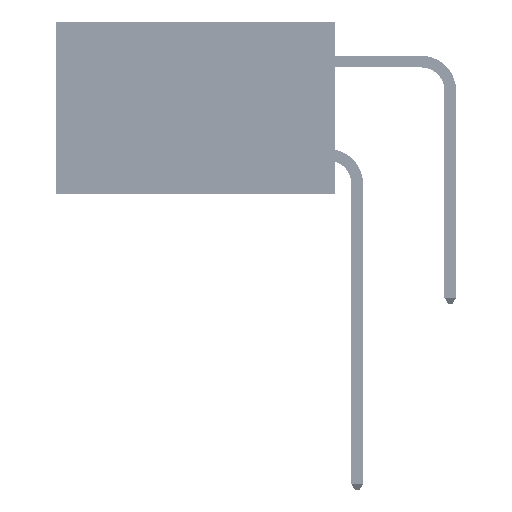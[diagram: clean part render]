
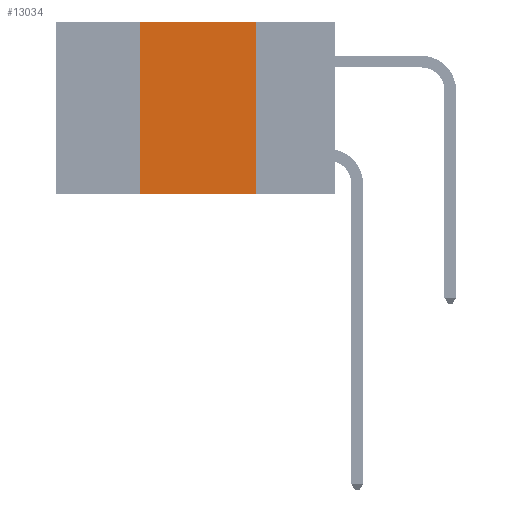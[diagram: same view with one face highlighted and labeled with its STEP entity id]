
A CAD part, left-side view. The second image highlights one B-rep face of the part: STEP entity #13034.
In plain terms, the highlighted planar face has unit normal (-1, 0, 0).
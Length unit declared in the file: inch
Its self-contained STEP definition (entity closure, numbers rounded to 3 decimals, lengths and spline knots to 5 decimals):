
#438 = LINE ( 'NONE', #32529, #2285 ) ;
#1263 = FACE_OUTER_BOUND ( 'NONE', #39365, .T. ) ;
#2285 = VECTOR ( 'NONE', #43290, 39.37008 ) ;
#2499 = LINE ( 'NONE', #24043, #27751 ) ;
#3791 = VERTEX_POINT ( 'NONE', #34267 ) ;
#4035 = ORIENTED_EDGE ( 'NONE', *, *, #15342, .F. ) ;
#7423 = EDGE_CURVE ( 'NONE', #28088, #3791, #438, .T. ) ;
#7610 = DIRECTION ( 'NONE',  ( 0., 0., -1. ) ) ;
#9473 = AXIS2_PLACEMENT_3D ( 'NONE', #26558, #36414, #7610 ) ;
#12417 = ORIENTED_EDGE ( 'NONE', *, *, #37973, .T. ) ;
#12462 = LINE ( 'NONE', #19498, #44618 ) ;
#12804 = CARTESIAN_POINT ( 'NONE',  ( 0., 0.6, 0. ) ) ;
#13034 = ADVANCED_FACE ( 'NONE', ( #1263 ), #40150, .F. ) ;
#14326 = CARTESIAN_POINT ( 'NONE',  ( 0., 0.42, 0. ) ) ;
#15019 = CARTESIAN_POINT ( 'NONE',  ( 0., 0.42, -0.37 ) ) ;
#15342 = EDGE_CURVE ( 'NONE', #18420, #20789, #12462, .T. ) ;
#17161 = ORIENTED_EDGE ( 'NONE', *, *, #32626, .F. ) ;
#18420 = VERTEX_POINT ( 'NONE', #15019 ) ;
#19498 = CARTESIAN_POINT ( 'NONE',  ( 0., 0.42, 0. ) ) ;
#19822 = LINE ( 'NONE', #12804, #35761 ) ;
#20789 = VERTEX_POINT ( 'NONE', #14326 ) ;
#23572 = DIRECTION ( 'NONE',  ( 0., -1., 0. ) ) ;
#24043 = CARTESIAN_POINT ( 'NONE',  ( 0., 0.6, -0.37 ) ) ;
#26558 = CARTESIAN_POINT ( 'NONE',  ( 0., 0.6, 0. ) ) ;
#27751 = VECTOR ( 'NONE', #23572, 39.37008 ) ;
#28088 = VERTEX_POINT ( 'NONE', #40462 ) ;
#28679 = ORIENTED_EDGE ( 'NONE', *, *, #7423, .F. ) ;
#30136 = DIRECTION ( 'NONE',  ( 0., -1., 0. ) ) ;
#32529 = CARTESIAN_POINT ( 'NONE',  ( 0., 0.17, 0. ) ) ;
#32626 = EDGE_CURVE ( 'NONE', #20789, #28088, #19822, .T. ) ;
#34267 = CARTESIAN_POINT ( 'NONE',  ( 0., 0.17, -0.37 ) ) ;
#35761 = VECTOR ( 'NONE', #30136, 39.37008 ) ;
#36414 = DIRECTION ( 'NONE',  ( 1., 0., 0. ) ) ;
#37973 = EDGE_CURVE ( 'NONE', #18420, #3791, #2499, .T. ) ;
#39365 = EDGE_LOOP ( 'NONE', ( #28679, #17161, #4035, #12417 ) ) ;
#40150 = PLANE ( 'NONE',  #9473 ) ;
#40462 = CARTESIAN_POINT ( 'NONE',  ( 0., 0.17, 0. ) ) ;
#43290 = DIRECTION ( 'NONE',  ( 0., 0., -1. ) ) ;
#44618 = VECTOR ( 'NONE', #45226, 39.37008 ) ;
#45226 = DIRECTION ( 'NONE',  ( 0., 0., 1. ) ) ;
